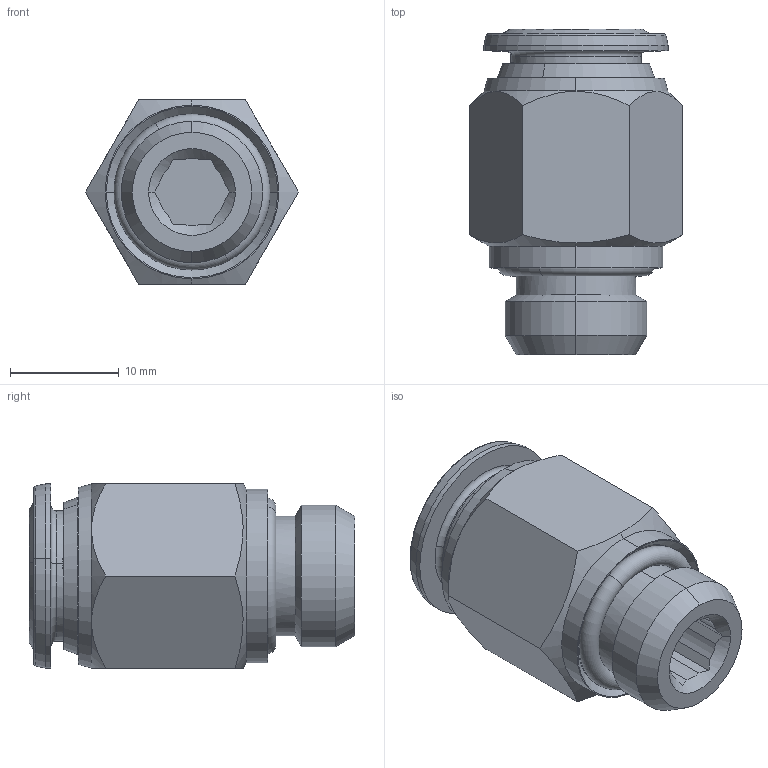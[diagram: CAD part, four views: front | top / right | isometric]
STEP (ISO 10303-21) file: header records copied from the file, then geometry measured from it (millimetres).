
FILE_DESCRIPTION (( 'STEP AP214' ), '1' );
FILE_NAME ('6002000007.step', '2012-10-16T16:31:09', ( '' ), ( '' ), 'SwSTEP 2.0', 'SolidWorks 2012', '' );
FILE_SCHEMA (( 'AUTOMOTIVE_DESIGN' ));
Length unit declared in the file: millimetre
Products named in the file (1): 6002000007
Bounding box: 19.63 x 30 x 17 mm (x, y, z)
Volume: 5347 mm3; surface area: 2628.5 mm2
Topology: 1 solids, 1 shells, 89 faces, 218 edges, 136 vertices
Faces by surface type: plane 33, cone 26, cylinder 20, torus 10
Entity records: 3767 total; most frequent: CARTESIAN_POINT 620, DIRECTION 468, ORIENTED_EDGE 436, EDGE_CURVE 218, AXIS2_PLACEMENT_3D 188, VERTEX_POINT 136, CIRCLE 98, EDGE_LOOP 98
